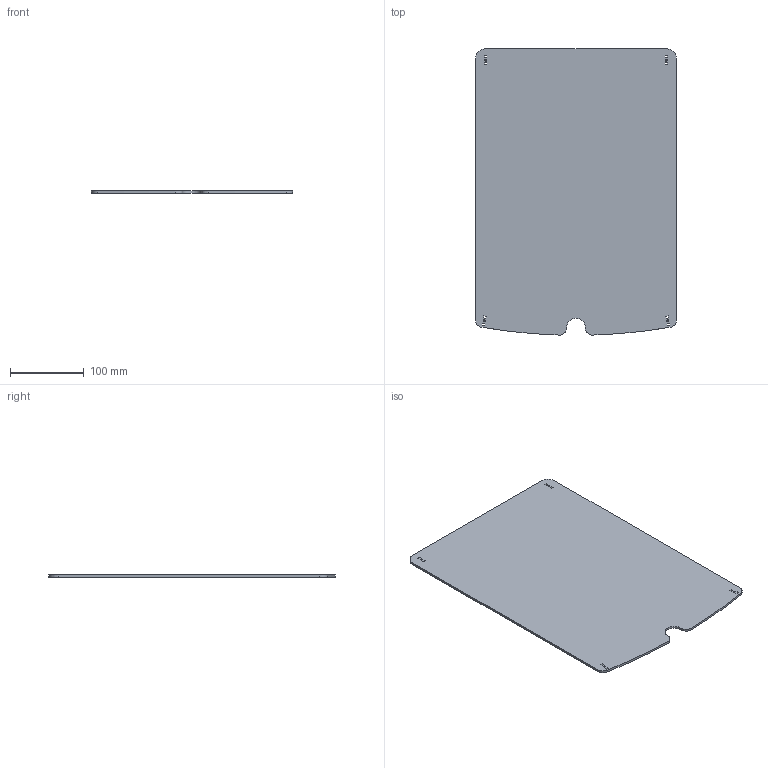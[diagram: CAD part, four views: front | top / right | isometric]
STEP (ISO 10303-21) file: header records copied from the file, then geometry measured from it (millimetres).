
FILE_DESCRIPTION (( 'STEP AP214' ), '1' );
FILE_NAME ('1465-A door plate UM2+ ext.STEP', '2016-07-04T07:44:03', ( '' ), ( '' ), 'SwSTEP 2.0', 'SolidWorks 2015', '' );
FILE_SCHEMA (( 'AUTOMOTIVE_DESIGN' ));
Length unit declared in the file: millimetre
Products named in the file (1): 1465-A door plate UM2+ ext
Bounding box: 272 x 387.15 x 3 mm (x, y, z)
Volume: 310631.3 mm3; surface area: 211374.2 mm2
Topology: 1 solids, 1 shells, 57 faces, 165 edges, 110 vertices
Faces by surface type: plane 37, cylinder 20
Entity records: 1961 total; most frequent: CARTESIAN_POINT 333, ORIENTED_EDGE 330, DIRECTION 321, EDGE_CURVE 165, VECTOR 125, LINE 125, VERTEX_POINT 110, AXIS2_PLACEMENT_3D 98
